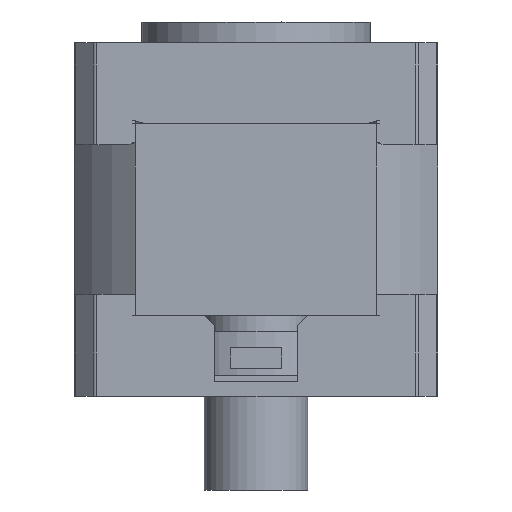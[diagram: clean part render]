
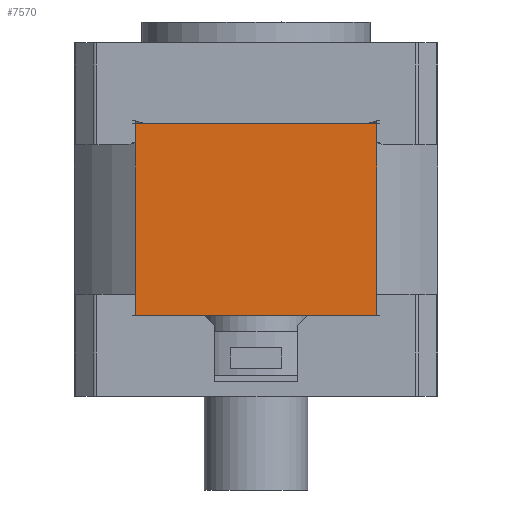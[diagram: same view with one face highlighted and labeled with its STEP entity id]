
A CAD part, front view. The second image highlights one B-rep face of the part: STEP entity #7570.
In plain terms, the highlighted planar face has unit normal (0, -1, 0).
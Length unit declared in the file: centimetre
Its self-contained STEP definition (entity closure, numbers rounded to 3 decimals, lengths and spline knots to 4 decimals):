
#699=FACE_OUTER_BOUND('',#1079,.T.);
#1079=EDGE_LOOP('',(#4761,#4762,#4763,#4764));
#1885=LINE('',#10459,#2336);
#1887=LINE('',#10477,#2338);
#1888=LINE('',#10479,#2339);
#1889=LINE('',#10480,#2340);
#2336=VECTOR('',#8646,2.3216);
#2338=VECTOR('',#8664,1.84);
#2339=VECTOR('',#8665,2.3216);
#2340=VECTOR('',#8666,1.84);
#2789=VERTEX_POINT('',#10456);
#2790=VERTEX_POINT('',#10458);
#2798=VERTEX_POINT('',#10476);
#2799=VERTEX_POINT('',#10478);
#3630=EDGE_CURVE('',#2790,#2789,#1885,.T.);
#3639=EDGE_CURVE('',#2798,#2789,#1887,.T.);
#3640=EDGE_CURVE('',#2799,#2798,#1888,.T.);
#3641=EDGE_CURVE('',#2790,#2799,#1889,.T.);
#4761=ORIENTED_EDGE('',*,*,#3630,.T.);
#4762=ORIENTED_EDGE('',*,*,#3639,.F.);
#4763=ORIENTED_EDGE('',*,*,#3640,.F.);
#4764=ORIENTED_EDGE('',*,*,#3641,.F.);
#6993=PLANE('',#7967);
#7570=ADVANCED_FACE('',(#699),#6993,.F.);
#7967=AXIS2_PLACEMENT_3D('',#10475,#8662,#8663);
#8646=DIRECTION('',(1.,0.,0.));
#8662=DIRECTION('center_axis',(0.,1.,0.));
#8663=DIRECTION('ref_axis',(0.,0.,1.));
#8664=DIRECTION('',(0.,0.,-1.));
#8665=DIRECTION('',(1.,0.,0.));
#8666=DIRECTION('',(0.,0.,1.));
#10456=CARTESIAN_POINT('',(-10.6342,-7.3631,2.1));
#10458=CARTESIAN_POINT('',(-12.9558,-7.3631,2.1));
#10459=CARTESIAN_POINT('',(-12.9558,-7.3631,2.1));
#10475=CARTESIAN_POINT('Origin',(-13.545,-7.3631,3.94));
#10476=CARTESIAN_POINT('',(-10.6342,-7.3631,3.94));
#10477=CARTESIAN_POINT('',(-10.6342,-7.3631,3.94));
#10478=CARTESIAN_POINT('',(-12.9558,-7.3631,3.94));
#10479=CARTESIAN_POINT('',(-12.9558,-7.3631,3.94));
#10480=CARTESIAN_POINT('',(-12.9558,-7.3631,2.1));
